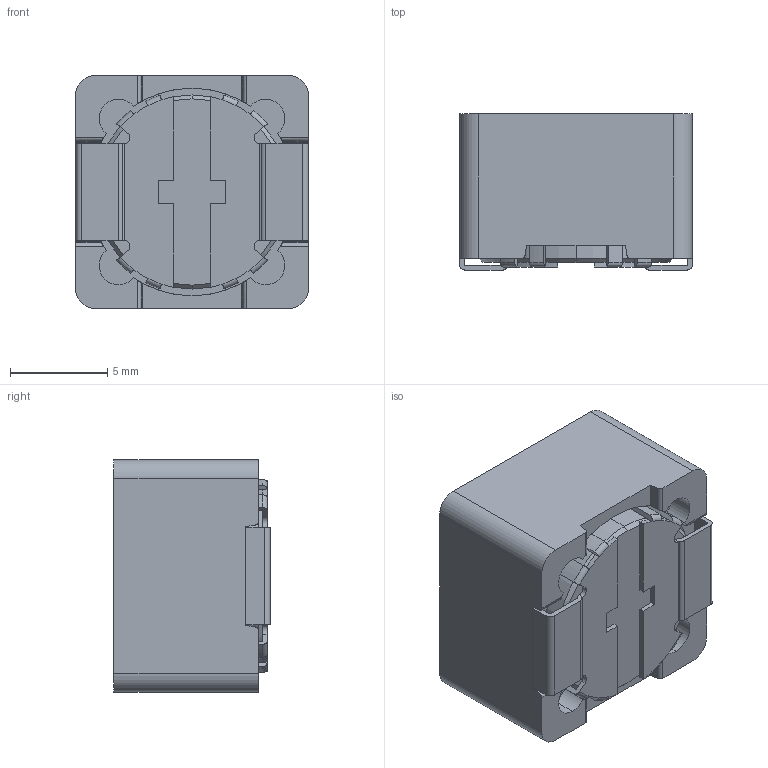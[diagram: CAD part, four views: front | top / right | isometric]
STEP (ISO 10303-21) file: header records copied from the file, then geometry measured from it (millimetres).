
FILE_DESCRIPTION (( 'STEP AP214' ), '1' );
FILE_NAME ('SPRH127-101M.STEP', '2024-12-26T11:18:25', ( '' ), ( '' ), 'SwSTEP 2.0', 'SolidWorks 2021', '' );
FILE_SCHEMA (( 'AUTOMOTIVE_DESIGN' ));
Length unit declared in the file: millimetre
Products named in the file (1): SPRH127-101M
Bounding box: 12 x 8.05 x 12 mm (x, y, z)
Volume: 1066.3 mm3; surface area: 1089.9 mm2
Topology: 10 solids, 10 shells, 289 faces, 740 edges, 482 vertices
Faces by surface type: plane 171, cylinder 86, bspline 20, torus 8, cone 4
Entity records: 9920 total; most frequent: CARTESIAN_POINT 1920, ORIENTED_EDGE 1480, DIRECTION 1418, EDGE_CURVE 740, VECTOR 482, VERTEX_POINT 482, LINE 482, AXIS2_PLACEMENT_3D 468
